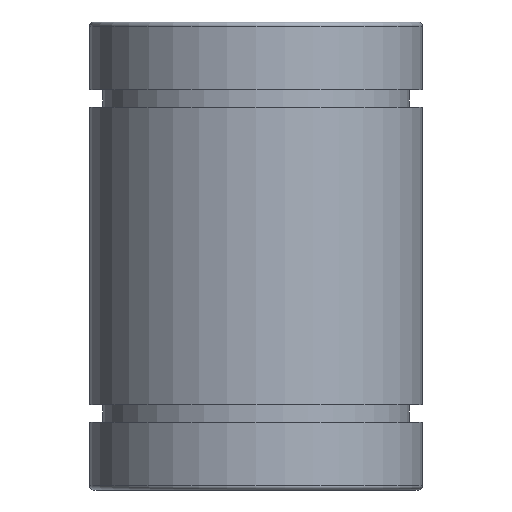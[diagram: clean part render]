
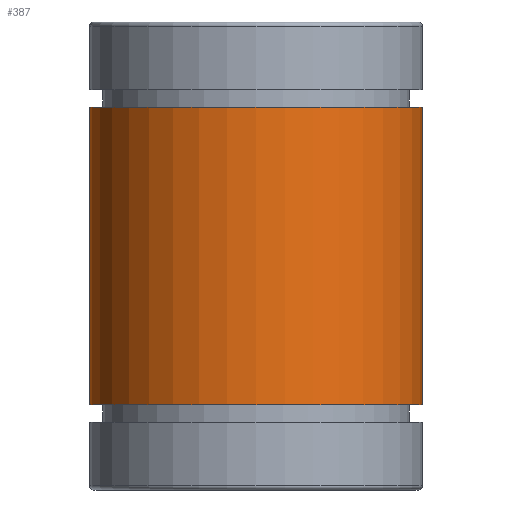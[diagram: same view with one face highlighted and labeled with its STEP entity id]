
A CAD part, front view. The second image highlights one B-rep face of the part: STEP entity #387.
In plain terms, the highlighted cylindrical face has radius 16 mm (diameter 32 mm), a full revolution.
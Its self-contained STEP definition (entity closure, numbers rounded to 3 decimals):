
#289=CARTESIAN_POINT('',(16.0,0.0,8.2));
#290=VERTEX_POINT('',#289);
#291=CARTESIAN_POINT('',(0.0,0.0,8.2));
#292=DIRECTION('',(0.0,0.0,1.0));
#293=DIRECTION('',(-1.0,0.0,0.0));
#294=AXIS2_PLACEMENT_3D('',#291,#292,#293);
#295=CIRCLE('',#294,16.0);
#296=EDGE_CURVE('',#290,#290,#295,.T.);
#321=CARTESIAN_POINT('',(16.0,0.0,36.8));
#322=VERTEX_POINT('',#321);
#323=CARTESIAN_POINT('',(0.0,0.0,36.8));
#324=DIRECTION('',(0.0,0.0,-1.0));
#325=DIRECTION('',(-1.0,0.0,0.0));
#326=AXIS2_PLACEMENT_3D('',#323,#324,#325);
#327=CIRCLE('',#326,16.0);
#328=EDGE_CURVE('',#322,#322,#327,.T.);
#376=CARTESIAN_POINT('',(0.0,0.0,0.0));
#377=DIRECTION('',(0.0,0.0,1.0));
#378=DIRECTION('',(-1.0,0.0,0.0));
#379=AXIS2_PLACEMENT_3D('',#376,#377,#378);
#380=CYLINDRICAL_SURFACE('',#379,16.0);
#381=ORIENTED_EDGE('',*,*,#296,.T.);
#382=EDGE_LOOP('',(#381));
#383=FACE_OUTER_BOUND('',#382,.T.);
#384=ORIENTED_EDGE('',*,*,#328,.T.);
#385=EDGE_LOOP('',(#384));
#386=FACE_BOUND('',#385,.T.);
#387=ADVANCED_FACE('',(#383,#386),#380,.T.);
